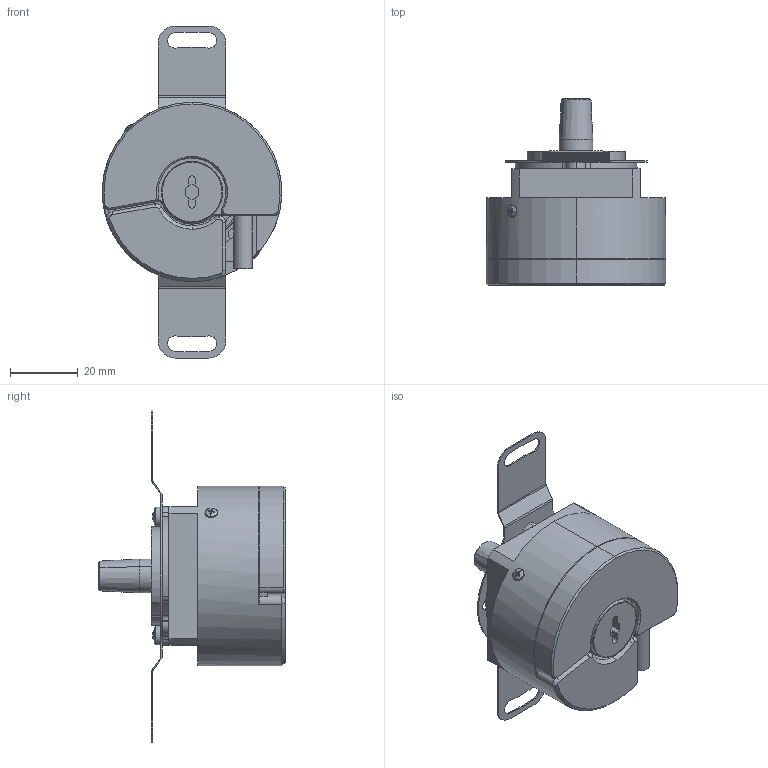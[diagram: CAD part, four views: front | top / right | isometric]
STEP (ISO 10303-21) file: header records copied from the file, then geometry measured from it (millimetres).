
FILE_DESCRIPTION (( 'STEP AP214' ), '1' );
FILE_NAME ('01011503-WX_A00(俋倛芞-EBG58SZ10E2048B5-30R俋倛芞).STEP', '2024-04-12T03:30:27', ( 'DELL' ), ( '' ), 'SwSTEP 2.0', 'SolidWorks 2016', '' );
FILE_SCHEMA (( 'AUTOMOTIVE_DESIGN' ));
Length unit declared in the file: millimetre
Products named in the file (1): 01011503-WX_A00(俋倛芞-EBG58SZ10E2048B5-30R俋倛芞)
Bounding box: 52.97 x 55 x 98 mm (x, y, z)
Volume: 68219.1 mm3; surface area: 19953.4 mm2
Topology: 1 solids, 4 shells, 547 faces, 1486 edges, 955 vertices
Faces by surface type: cylinder 245, plane 230, cone 33, bspline 23, torus 8, sphere 8
Entity records: 27883 total; most frequent: CARTESIAN_POINT 8512, ORIENTED_EDGE 2972, DIRECTION 2779, EDGE_CURVE 1486, AXIS2_PLACEMENT_3D 1062, VERTEX_POINT 955, LINE 655, VECTOR 655
